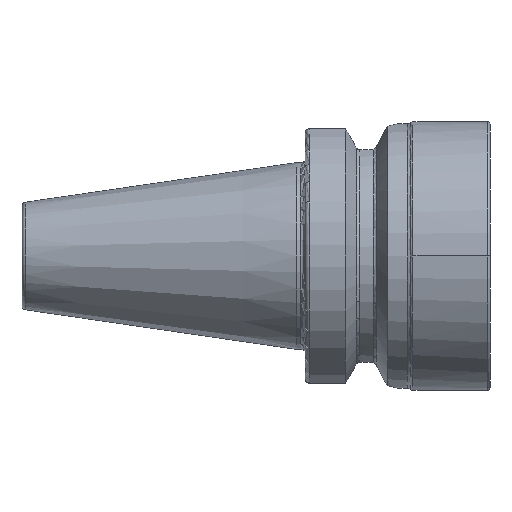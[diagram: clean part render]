
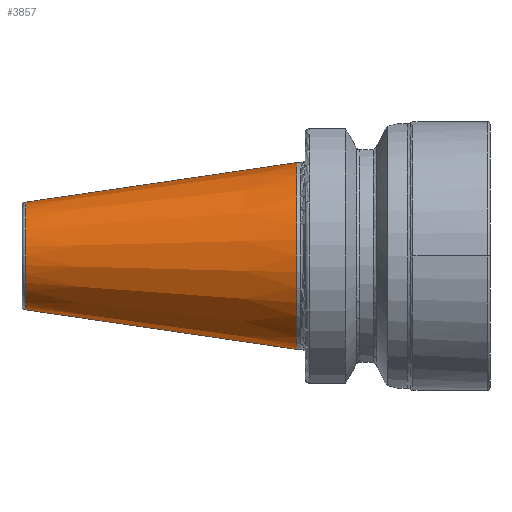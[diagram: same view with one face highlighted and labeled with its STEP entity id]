
A CAD part, front view. The second image highlights one B-rep face of the part: STEP entity #3857.
In plain terms, the highlighted conical face has half-angle 8.297 degrees and reference radius 22.225 mm.
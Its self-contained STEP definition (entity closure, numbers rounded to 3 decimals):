
#184 = EDGE_CURVE ( 'NONE', #4435, #3470, #341, .T. ) ;
#209 = DIRECTION ( 'NONE',  ( 0.99, 0., 0.144 ) ) ;
#224 = VECTOR ( 'NONE', #3902, 1000. ) ;
#341 = LINE ( 'NONE', #4315, #224 ) ;
#472 = VERTEX_POINT ( 'NONE', #1289 ) ;
#552 = CARTESIAN_POINT ( 'NONE',  ( 0., 0., 0. ) ) ;
#624 = ORIENTED_EDGE ( 'NONE', *, *, #1698, .F. ) ;
#773 = AXIS2_PLACEMENT_3D ( 'NONE', #4114, #4084, #4132 ) ;
#962 = DIRECTION ( 'NONE',  ( 0., 0., 1. ) ) ;
#1289 = CARTESIAN_POINT ( 'NONE',  ( 0., 0., 22.225 ) ) ;
#1505 = CIRCLE ( 'NONE', #773, 12.812 ) ;
#1698 = EDGE_CURVE ( 'NONE', #4435, #3882, #1505, .T. ) ;
#1719 = ORIENTED_EDGE ( 'NONE', *, *, #184, .T. ) ;
#1774 = FACE_OUTER_BOUND ( 'NONE', #5021, .T. ) ;
#1823 = CARTESIAN_POINT ( 'NONE',  ( -64.544, 0., 12.812 ) ) ;
#2004 = CARTESIAN_POINT ( 'NONE',  ( 0., 0., 22.225 ) ) ;
#2145 = DIRECTION ( 'NONE',  ( 0., 0., -1. ) ) ;
#2231 = CARTESIAN_POINT ( 'NONE',  ( 0., 0., 0. ) ) ;
#2559 = CARTESIAN_POINT ( 'NONE',  ( -64.544, 0., -12.812 ) ) ;
#2623 = DIRECTION ( 'NONE',  ( 1., 0., 0. ) ) ;
#2776 = ORIENTED_EDGE ( 'NONE', *, *, #4777, .T. ) ;
#2875 = VECTOR ( 'NONE', #209, 1000. ) ;
#3002 = LINE ( 'NONE', #2004, #2875 ) ;
#3158 = CARTESIAN_POINT ( 'NONE',  ( 0., 0., -22.225 ) ) ;
#3326 = AXIS2_PLACEMENT_3D ( 'NONE', #2231, #2623, #2145 ) ;
#3398 = DIRECTION ( 'NONE',  ( -1., 0., 0. ) ) ;
#3470 = VERTEX_POINT ( 'NONE', #3158 ) ;
#3557 = CONICAL_SURFACE ( 'NONE', #3326, 22.225, 0.145 ) ;
#3857 = ADVANCED_FACE ( 'NONE', ( #1774 ), #3557, .T. ) ;
#3882 = VERTEX_POINT ( 'NONE', #1823 ) ;
#3902 = DIRECTION ( 'NONE',  ( 0.99, 0., -0.144 ) ) ;
#4084 = DIRECTION ( 'NONE',  ( -1., 0., 0. ) ) ;
#4114 = CARTESIAN_POINT ( 'NONE',  ( -64.544, 0., 0. ) ) ;
#4132 = DIRECTION ( 'NONE',  ( 0., 0., 1. ) ) ;
#4315 = CARTESIAN_POINT ( 'NONE',  ( 0., 0., -22.225 ) ) ;
#4435 = VERTEX_POINT ( 'NONE', #2559 ) ;
#4777 = EDGE_CURVE ( 'NONE', #3470, #472, #4992, .T. ) ;
#4822 = ORIENTED_EDGE ( 'NONE', *, *, #5073, .F. ) ;
#4992 = CIRCLE ( 'NONE', #5110, 22.225 ) ;
#5021 = EDGE_LOOP ( 'NONE', ( #4822, #624, #1719, #2776 ) ) ;
#5073 = EDGE_CURVE ( 'NONE', #3882, #472, #3002, .T. ) ;
#5110 = AXIS2_PLACEMENT_3D ( 'NONE', #552, #3398, #962 ) ;
